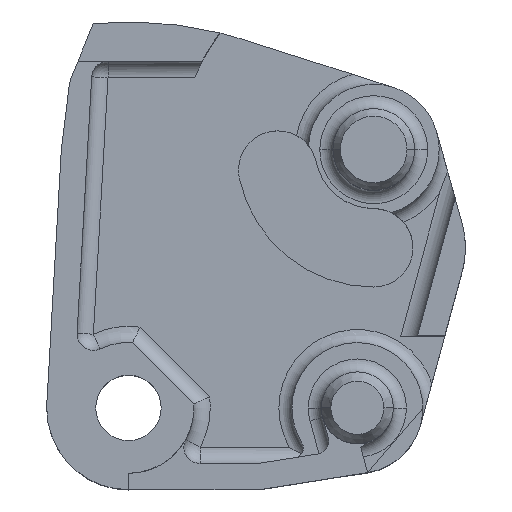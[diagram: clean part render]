
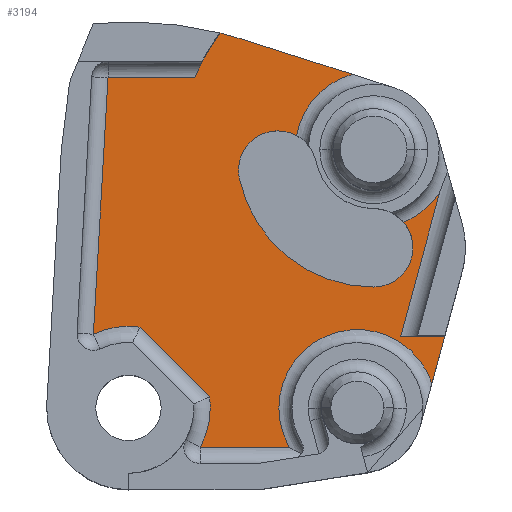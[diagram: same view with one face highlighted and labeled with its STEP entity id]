
A CAD part, top view. The second image highlights one B-rep face of the part: STEP entity #3194.
In plain terms, the highlighted planar face has unit normal (0, 0, 1).
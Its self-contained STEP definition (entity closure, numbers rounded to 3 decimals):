
#133=CARTESIAN_POINT('',(9.278,0.755,-3.));
#165=DIRECTION('',(1.,0.,0.));
#166=VECTOR('',#165,2.728);
#167=CARTESIAN_POINT('',(2.193,-1.2,-3.));
#168=LINE('',#167,#166);
#169=CARTESIAN_POINT('',(4.922,-1.2,-3.));
#191=CARTESIAN_POINT('',(4.566,7.276,-3.));
#192=DIRECTION('',(0.,0.,1.));
#193=DIRECTION('',(0.478,0.878,0.));
#194=AXIS2_PLACEMENT_3D('',#191,#192,#193);
#196=CARTESIAN_POINT('',(4.566,7.276,-3.));
#197=DIRECTION('',(0.,0.,1.));
#198=DIRECTION('',(-1.,0.,0.));
#199=AXIS2_PLACEMENT_3D('',#196,#197,#198);
#201=CARTESIAN_POINT('',(7.5,7.9,-3.));
#202=DIRECTION('',(0.,0.,1.));
#203=DIRECTION('',(-0.978,-0.208,0.));
#204=AXIS2_PLACEMENT_3D('',#201,#202,#203);
#206=CARTESIAN_POINT('',(7.5,4.9,-3.));
#207=DIRECTION('',(0.,0.,1.));
#208=DIRECTION('',(0.,-1.,0.));
#209=AXIS2_PLACEMENT_3D('',#206,#207,#208);
#211=CARTESIAN_POINT('',(7.5,4.9,-3.));
#212=DIRECTION('',(0.,0.,1.));
#213=DIRECTION('',(1.,0.,0.));
#214=AXIS2_PLACEMENT_3D('',#211,#212,#213);
#216=CARTESIAN_POINT('',(7.5,7.9,-3.));
#217=DIRECTION('',(0.,0.,1.));
#218=DIRECTION('',(0.38,-0.925,0.));
#219=AXIS2_PLACEMENT_3D('',#216,#217,#218);
#221=DIRECTION('',(-0.262,-0.965,0.));
#222=VECTOR('',#221,4.568);
#223=CARTESIAN_POINT('',(9.523,6.608,-3.));
#224=LINE('',#223,#222);
#225=DIRECTION('',(1.,0.,0.));
#226=VECTOR('',#225,1.347);
#227=CARTESIAN_POINT('',(8.324,2.2,-3.));
#228=LINE('',#227,#226);
#229=DIRECTION('',(-0.262,-0.965,0.));
#230=VECTOR('',#229,1.497);
#231=CARTESIAN_POINT('',(9.671,2.2,-3.));
#232=LINE('',#231,#230);
#233=CARTESIAN_POINT('',(7.,0.,-3.));
#234=DIRECTION('',(0.,0.,1.));
#235=DIRECTION('',(0.949,0.315,0.));
#236=AXIS2_PLACEMENT_3D('',#233,#234,#235);
#238=CARTESIAN_POINT('',(7.,0.,-3.));
#239=DIRECTION('',(0.,0.,1.));
#240=DIRECTION('',(-1.,0.,0.));
#241=AXIS2_PLACEMENT_3D('',#238,#239,#240);
#243=CARTESIAN_POINT('',(0.,0.,-3.));
#244=DIRECTION('',(0.,0.,1.));
#245=DIRECTION('',(0.877,-0.48,0.));
#246=AXIS2_PLACEMENT_3D('',#243,#244,#245);
#248=CARTESIAN_POINT('',(0.,0.,-3.));
#249=DIRECTION('',(0.,0.,1.));
#250=DIRECTION('',(1.,0.,0.));
#251=AXIS2_PLACEMENT_3D('',#248,#249,#250);
#253=DIRECTION('',(-0.707,0.707,0.));
#254=VECTOR('',#253,3.);
#255=CARTESIAN_POINT('',(2.475,0.354,-3.));
#256=LINE('',#255,#254);
#257=CARTESIAN_POINT('',(0.,0.,-3.));
#258=DIRECTION('',(0.,0.,1.));
#259=DIRECTION('',(0.141,0.99,0.));
#260=AXIS2_PLACEMENT_3D('',#257,#258,#259);
#262=DIRECTION('',(0.057,0.998,0.));
#263=VECTOR('',#262,7.855);
#264=CARTESIAN_POINT('',(-1.073,2.258,-3.));
#265=LINE('',#264,#263);
#266=CARTESIAN_POINT('',(7.5,7.9,-3.));
#267=DIRECTION('',(0.,0.,-1.));
#268=DIRECTION('',(-0.928,0.373,0.));
#269=AXIS2_PLACEMENT_3D('',#266,#267,#268);
#271=CARTESIAN_POINT('',(0.,0.,-3.));
#272=DIRECTION('',(0.,0.,-1.));
#273=DIRECTION('',(0.237,0.971,0.));
#274=AXIS2_PLACEMENT_3D('',#271,#272,#273);
#276=DIRECTION('',(0.953,-0.303,0.));
#277=VECTOR('',#276,3.429);
#278=CARTESIAN_POINT('',(3.573,11.246,-3.));
#279=LINE('',#278,#277);
#280=CARTESIAN_POINT('',(7.5,7.9,-3.));
#281=DIRECTION('',(0.,0.,1.));
#282=DIRECTION('',(-0.275,0.962,0.));
#283=AXIS2_PLACEMENT_3D('',#280,#281,#282);
#302=CARTESIAN_POINT('',(6.841,10.208,-3.));
#2311=DIRECTION('',(-1.,0.,0.));
#2312=VECTOR('',#2311,2.65);
#2313=CARTESIAN_POINT('',(2.026,10.1,-3.));
#2314=LINE('',#2313,#2312);
#2735=CARTESIAN_POINT('',(3.573,11.246,-3.));
#2736=VERTEX_POINT('',#2735);
#2737=CARTESIAN_POINT('',(2.798,11.464,-3.));
#2738=VERTEX_POINT('',#2737);
#2744=VERTEX_POINT('',#302);
#2774=VERTEX_POINT('',#133);
#2775=CARTESIAN_POINT('',(9.671,2.2,-3.));
#2776=VERTEX_POINT('',#2775);
#2782=VERTEX_POINT('',#169);
#2783=CARTESIAN_POINT('',(4.6,0.,-3.));
#2784=VERTEX_POINT('',#2783);
#2785=CARTESIAN_POINT('',(2.193,-1.2,-3.));
#2786=VERTEX_POINT('',#2785);
#2787=CARTESIAN_POINT('',(5.139,8.33,-3.));
#2788=CARTESIAN_POINT('',(3.366,7.276,-3.));
#2789=VERTEX_POINT('',#2787);
#2790=VERTEX_POINT('',#2788);
#2791=CARTESIAN_POINT('',(3.392,7.027,-3.));
#2792=VERTEX_POINT('',#2791);
#2793=CARTESIAN_POINT('',(7.5,3.7,-3.));
#2794=VERTEX_POINT('',#2793);
#2795=CARTESIAN_POINT('',(8.7,4.9,-3.));
#2796=VERTEX_POINT('',#2795);
#2797=CARTESIAN_POINT('',(8.412,5.68,-3.));
#2798=VERTEX_POINT('',#2797);
#2799=CARTESIAN_POINT('',(9.523,6.608,-3.));
#2800=VERTEX_POINT('',#2799);
#2801=CARTESIAN_POINT('',(8.324,2.2,-3.));
#2802=VERTEX_POINT('',#2801);
#2803=CARTESIAN_POINT('',(2.5,0.,-3.));
#2804=CARTESIAN_POINT('',(2.475,0.354,-3.));
#2805=VERTEX_POINT('',#2803);
#2806=VERTEX_POINT('',#2804);
#2807=CARTESIAN_POINT('',(0.354,2.475,-3.));
#2808=VERTEX_POINT('',#2807);
#2809=CARTESIAN_POINT('',(-1.073,2.258,-3.));
#2810=VERTEX_POINT('',#2809);
#2811=CARTESIAN_POINT('',(-0.625,10.1,-3.));
#2812=VERTEX_POINT('',#2811);
#2813=CARTESIAN_POINT('',(2.026,10.1,-3.));
#2814=VERTEX_POINT('',#2813);
#3147=CARTESIAN_POINT('',(0.,0.,-3.));
#3148=DIRECTION('',(0.,0.,1.));
#3149=DIRECTION('',(1.,0.,0.));
#3150=AXIS2_PLACEMENT_3D('',#3147,#3148,#3149);
#3151=PLANE('',#3150);
#3153=ORIENTED_EDGE('',*,*,#3152,.T.);
#3155=ORIENTED_EDGE('',*,*,#3154,.T.);
#3157=ORIENTED_EDGE('',*,*,#3156,.T.);
#3159=ORIENTED_EDGE('',*,*,#3158,.T.);
#3161=ORIENTED_EDGE('',*,*,#3160,.T.);
#3163=ORIENTED_EDGE('',*,*,#3162,.T.);
#3165=ORIENTED_EDGE('',*,*,#3164,.T.);
#3167=ORIENTED_EDGE('',*,*,#3166,.T.);
#3168=ORIENTED_EDGE('',*,*,#3077,.T.);
#3169=ORIENTED_EDGE('',*,*,#3110,.T.);
#3170=ORIENTED_EDGE('',*,*,#3108,.T.);
#3171=ORIENTED_EDGE('',*,*,#3135,.F.);
#3173=ORIENTED_EDGE('',*,*,#3172,.T.);
#3175=ORIENTED_EDGE('',*,*,#3174,.T.);
#3177=ORIENTED_EDGE('',*,*,#3176,.T.);
#3179=ORIENTED_EDGE('',*,*,#3178,.T.);
#3181=ORIENTED_EDGE('',*,*,#3180,.T.);
#3183=ORIENTED_EDGE('',*,*,#3182,.F.);
#3185=ORIENTED_EDGE('',*,*,#3184,.T.);
#3187=ORIENTED_EDGE('',*,*,#3186,.T.);
#3189=ORIENTED_EDGE('',*,*,#3188,.T.);
#3191=ORIENTED_EDGE('',*,*,#3190,.T.);
#3192=EDGE_LOOP('',(#3153,#3155,#3157,#3159,#3161,#3163,#3165,#3167,#3168,#3169,
#3170,#3171,#3173,#3175,#3177,#3179,#3181,#3183,#3185,#3187,#3189,#3191));
#3193=FACE_OUTER_BOUND('',#3192,.F.);
#195=CIRCLE('',#194,1.2);
#200=CIRCLE('',#199,1.2);
#205=CIRCLE('',#204,4.2);
#210=CIRCLE('',#209,1.2);
#215=CIRCLE('',#214,1.2);
#220=CIRCLE('',#219,2.4);
#237=CIRCLE('',#236,2.4);
#242=CIRCLE('',#241,2.4);
#247=CIRCLE('',#246,2.5);
#252=CIRCLE('',#251,2.5);
#261=CIRCLE('',#260,2.5);
#270=CIRCLE('',#269,5.9);
#275=CIRCLE('',#274,11.8);
#284=CIRCLE('',#283,2.4);
#3077=EDGE_CURVE('',#2776,#2774,#232,.T.);
#3108=EDGE_CURVE('',#2784,#2782,#242,.T.);
#3110=EDGE_CURVE('',#2774,#2784,#237,.T.);
#3135=EDGE_CURVE('',#2786,#2782,#168,.T.);
#3152=EDGE_CURVE('',#2789,#2790,#195,.T.);
#3154=EDGE_CURVE('',#2790,#2792,#200,.T.);
#3156=EDGE_CURVE('',#2792,#2794,#205,.T.);
#3158=EDGE_CURVE('',#2794,#2796,#210,.T.);
#3160=EDGE_CURVE('',#2796,#2798,#215,.T.);
#3162=EDGE_CURVE('',#2798,#2800,#220,.T.);
#3164=EDGE_CURVE('',#2800,#2802,#224,.T.);
#3166=EDGE_CURVE('',#2802,#2776,#228,.T.);
#3172=EDGE_CURVE('',#2786,#2805,#247,.T.);
#3174=EDGE_CURVE('',#2805,#2806,#252,.T.);
#3176=EDGE_CURVE('',#2806,#2808,#256,.T.);
#3178=EDGE_CURVE('',#2808,#2810,#261,.T.);
#3180=EDGE_CURVE('',#2810,#2812,#265,.T.);
#3182=EDGE_CURVE('',#2814,#2812,#2314,.T.);
#3184=EDGE_CURVE('',#2814,#2738,#270,.T.);
#3186=EDGE_CURVE('',#2738,#2736,#275,.T.);
#3188=EDGE_CURVE('',#2736,#2744,#279,.T.);
#3190=EDGE_CURVE('',#2744,#2789,#284,.T.);
#3194=ADVANCED_FACE('',(#3193),#3151,.T.);
